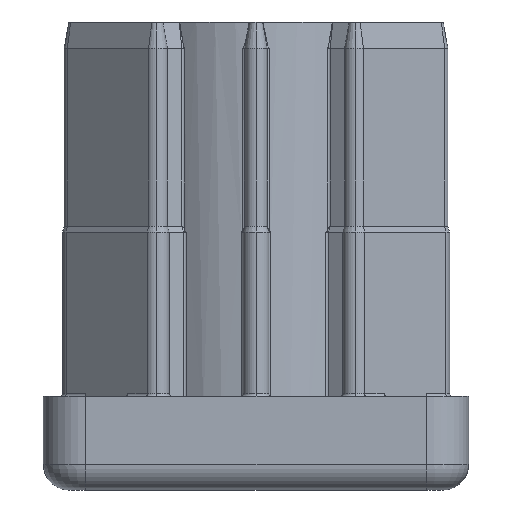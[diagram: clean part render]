
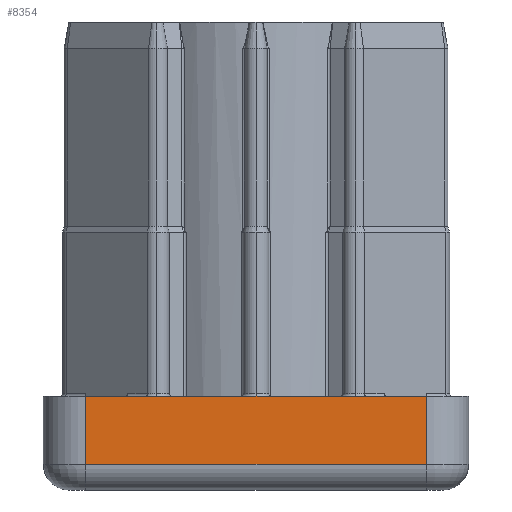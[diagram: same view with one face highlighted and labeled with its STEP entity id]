
A CAD part, left-side view. The second image highlights one B-rep face of the part: STEP entity #8354.
In plain terms, the highlighted planar face has unit normal (-1, 0, 0).
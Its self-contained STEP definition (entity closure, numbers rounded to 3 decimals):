
#428 = AXIS2_PLACEMENT_3D ( 'NONE', #10153, #3977, #12527 ) ;
#672 = LINE ( 'NONE', #7222, #4104 ) ;
#847 = DIRECTION ( 'NONE',  ( 0., -1., 0. ) ) ;
#1180 = EDGE_CURVE ( 'NONE', #13273, #15203, #7949, .T. ) ;
#1864 = CARTESIAN_POINT ( 'NONE',  ( -25., 20., 11. ) ) ;
#1982 = DIRECTION ( 'NONE',  ( 0., 0., 1. ) ) ;
#2165 = LINE ( 'NONE', #1864, #5950 ) ;
#2456 = CARTESIAN_POINT ( 'NONE',  ( -25., -25., 11. ) ) ;
#3241 = ORIENTED_EDGE ( 'NONE', *, *, #10137, .T. ) ;
#3870 = CARTESIAN_POINT ( 'NONE',  ( -25., -20., 3. ) ) ;
#3977 = DIRECTION ( 'NONE',  ( 1., 0., 0. ) ) ;
#4104 = VECTOR ( 'NONE', #847, 1000. ) ;
#4521 = CARTESIAN_POINT ( 'NONE',  ( -25., -20., 11. ) ) ;
#5147 = EDGE_LOOP ( 'NONE', ( #3241, #6344, #9312, #6430 ) ) ;
#5207 = PLANE ( 'NONE',  #428 ) ;
#5299 = VERTEX_POINT ( 'NONE', #3870 ) ;
#5440 = VECTOR ( 'NONE', #1982, 1000. ) ;
#5950 = VECTOR ( 'NONE', #9417, 1000. ) ;
#6344 = ORIENTED_EDGE ( 'NONE', *, *, #12510, .T. ) ;
#6430 = ORIENTED_EDGE ( 'NONE', *, *, #1180, .F. ) ;
#7222 = CARTESIAN_POINT ( 'NONE',  ( -25., -20., 3. ) ) ;
#7753 = CARTESIAN_POINT ( 'NONE',  ( -25., -20., 11. ) ) ;
#7949 = LINE ( 'NONE', #2456, #10783 ) ;
#8354 = ADVANCED_FACE ( 'NONE', ( #8632 ), #5207, .F. ) ;
#8632 = FACE_OUTER_BOUND ( 'NONE', #5147, .T. ) ;
#8764 = LINE ( 'NONE', #4521, #5440 ) ;
#9312 = ORIENTED_EDGE ( 'NONE', *, *, #14806, .T. ) ;
#9417 = DIRECTION ( 'NONE',  ( 0., 0., -1. ) ) ;
#10137 = EDGE_CURVE ( 'NONE', #13273, #15845, #2165, .T. ) ;
#10153 = CARTESIAN_POINT ( 'NONE',  ( -25., -25., 11. ) ) ;
#10783 = VECTOR ( 'NONE', #11166, 1000. ) ;
#11166 = DIRECTION ( 'NONE',  ( 0., -1., 0. ) ) ;
#12510 = EDGE_CURVE ( 'NONE', #15845, #5299, #672, .T. ) ;
#12527 = DIRECTION ( 'NONE',  ( 0., 0., -1. ) ) ;
#13273 = VERTEX_POINT ( 'NONE', #14333 ) ;
#13540 = CARTESIAN_POINT ( 'NONE',  ( -25., 20., 3. ) ) ;
#14333 = CARTESIAN_POINT ( 'NONE',  ( -25., 20., 11. ) ) ;
#14806 = EDGE_CURVE ( 'NONE', #5299, #15203, #8764, .T. ) ;
#15203 = VERTEX_POINT ( 'NONE', #7753 ) ;
#15845 = VERTEX_POINT ( 'NONE', #13540 ) ;
